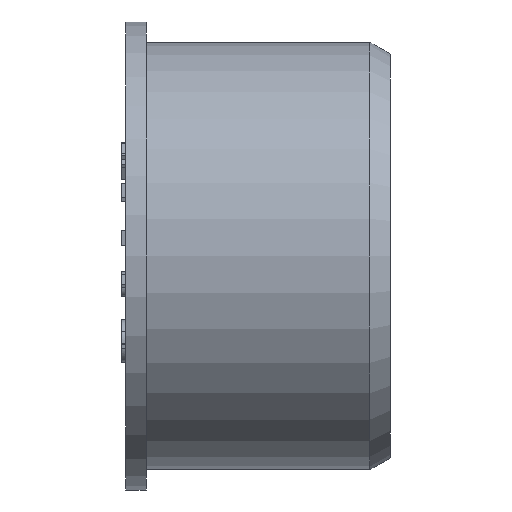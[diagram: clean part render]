
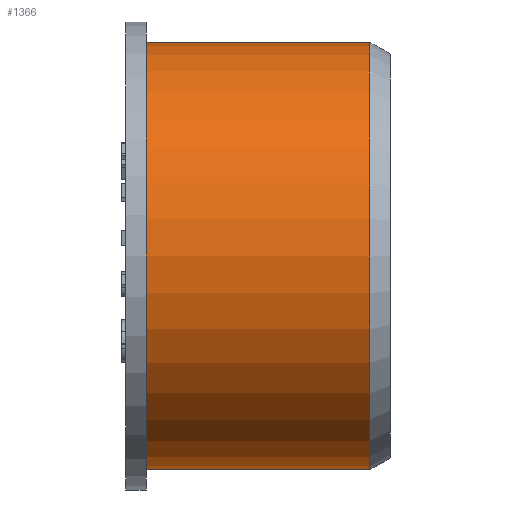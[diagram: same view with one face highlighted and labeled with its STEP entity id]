
A CAD part, left-side view. The second image highlights one B-rep face of the part: STEP entity #1366.
In plain terms, the highlighted cylindrical face has radius 10.5 mm (diameter 21 mm), a partial arc.
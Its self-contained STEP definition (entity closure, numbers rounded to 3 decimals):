
#1101=CYLINDRICAL_SURFACE('',#5146,10.5);
#1199=FACE_OUTER_BOUND('',#1738,.T.);
#1366=ADVANCED_FACE('',(#1199),#1101,.T.);
#1738=EDGE_LOOP('',(#2236,#2237,#2238,#2239));
#2236=ORIENTED_EDGE('',*,*,#3280,.F.);
#2237=ORIENTED_EDGE('',*,*,#3281,.T.);
#2238=ORIENTED_EDGE('',*,*,#3282,.F.);
#2239=ORIENTED_EDGE('',*,*,#3283,.T.);
#2932=VERTEX_POINT('',#7291);
#2933=VERTEX_POINT('',#7292);
#2934=VERTEX_POINT('',#7294);
#2935=VERTEX_POINT('',#7296);
#3280=EDGE_CURVE('',#2932,#2933,#4098,.T.);
#3281=EDGE_CURVE('',#2932,#2934,#3563,.T.);
#3282=EDGE_CURVE('',#2935,#2934,#4099,.T.);
#3283=EDGE_CURVE('',#2935,#2933,#3564,.T.);
#3563=CIRCLE('',#5144,10.5);
#3564=CIRCLE('',#5145,10.5);
#4098=LINE('',#7290,#4535);
#4099=LINE('',#7295,#4536);
#4535=VECTOR('',#5666,1.);
#4536=VECTOR('',#5669,1.);
#5144=AXIS2_PLACEMENT_3D('',#7293,#5667,#5668);
#5145=AXIS2_PLACEMENT_3D('',#7297,#5670,#5671);
#5146=AXIS2_PLACEMENT_3D('',#7298,#5672,#5673);
#5666=DIRECTION('',(0.,1.,0.));
#5667=DIRECTION('',(0.,1.,0.));
#5668=DIRECTION('',(0.,0.,-1.));
#5669=DIRECTION('',(0.,-1.,0.));
#5670=DIRECTION('',(0.,-1.,0.));
#5671=DIRECTION('',(0.,0.,1.));
#5672=DIRECTION('',(0.,1.,0.));
#5673=DIRECTION('',(0.145,0.,-0.989));
#7290=CARTESIAN_POINT('',(0.,-11.,-10.5));
#7291=CARTESIAN_POINT('',(0.,-11.,-10.5));
#7292=CARTESIAN_POINT('',(0.,0.,
-10.5));
#7293=CARTESIAN_POINT('',(0.,-11.,0.));
#7294=CARTESIAN_POINT('',(0.,-11.,10.5));
#7295=CARTESIAN_POINT('',(0.,0.,10.5));
#7296=CARTESIAN_POINT('',(0.,0.,
10.5));
#7297=CARTESIAN_POINT('',(0.,0.,0.));
#7298=CARTESIAN_POINT('',(0.,-11.55,0.));
